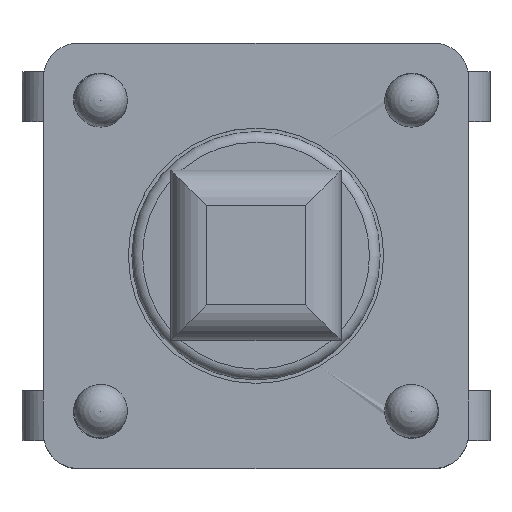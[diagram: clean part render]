
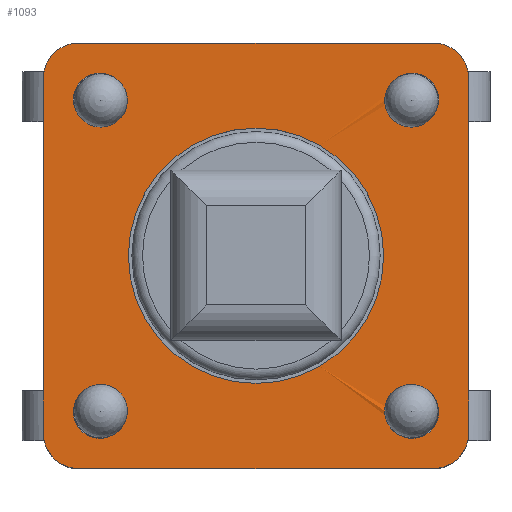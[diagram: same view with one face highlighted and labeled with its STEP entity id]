
A CAD part, top view. The second image highlights one B-rep face of the part: STEP entity #1093.
In plain terms, the highlighted planar face has unit normal (0, 0, 1).
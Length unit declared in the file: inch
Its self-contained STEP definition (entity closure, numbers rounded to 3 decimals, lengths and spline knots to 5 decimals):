
#786=CARTESIAN_POINT('',(-0.09686,-0.07598,0.12677));
#787=VERTEX_POINT('',#786);
#796=CARTESIAN_POINT('',(-0.07598,-0.09686,0.12677));
#797=VERTEX_POINT('',#796);
#798=CARTESIAN_POINT('',(-0.08661,-0.08661,0.12677));
#799=DIRECTION('',(0.0,0.0,-1.0));
#800=DIRECTION('',(1.0,0.0,0.0));
#801=AXIS2_PLACEMENT_3D('',#798,#799,#800);
#802=CIRCLE('',#801,0.01476);
#803=EDGE_CURVE('',#797,#787,#802,.T.);
#828=CARTESIAN_POINT('',(0.09686,0.07598,0.12677));
#829=VERTEX_POINT('',#828);
#838=CARTESIAN_POINT('',(0.07598,0.09686,0.12677));
#839=VERTEX_POINT('',#838);
#840=CARTESIAN_POINT('',(0.08661,0.08661,0.12677));
#841=DIRECTION('',(0.0,0.0,-1.0));
#842=DIRECTION('',(1.0,0.0,0.0));
#843=AXIS2_PLACEMENT_3D('',#840,#841,#842);
#844=CIRCLE('',#843,0.01476);
#845=EDGE_CURVE('',#839,#829,#844,.T.);
#870=CARTESIAN_POINT('',(-0.07598,0.09686,0.12677));
#871=VERTEX_POINT('',#870);
#880=CARTESIAN_POINT('',(-0.09686,0.07598,0.12677));
#881=VERTEX_POINT('',#880);
#882=CARTESIAN_POINT('',(-0.08661,0.08661,0.12677));
#883=DIRECTION('',(0.0,0.0,-1.0));
#884=DIRECTION('',(1.0,0.0,0.0));
#885=AXIS2_PLACEMENT_3D('',#882,#883,#884);
#886=CIRCLE('',#885,0.01476);
#887=EDGE_CURVE('',#881,#871,#886,.T.);
#912=CARTESIAN_POINT('',(0.07598,-0.09686,0.12677));
#913=VERTEX_POINT('',#912);
#922=CARTESIAN_POINT('',(0.09686,-0.07598,0.12677));
#923=VERTEX_POINT('',#922);
#924=CARTESIAN_POINT('',(0.08661,-0.08661,0.12677));
#925=DIRECTION('',(0.0,0.0,-1.0));
#926=DIRECTION('',(1.0,0.0,0.0));
#927=AXIS2_PLACEMENT_3D('',#924,#925,#926);
#928=CIRCLE('',#927,0.01476);
#929=EDGE_CURVE('',#923,#913,#928,.T.);
#949=CARTESIAN_POINT('',(0.12992,0.12992,0.12677));
#950=DIRECTION('',(0.0,0.0,1.0));
#951=DIRECTION('',(1.0,0.0,0.0));
#952=AXIS2_PLACEMENT_3D('',#949,#950,#951);
#953=PLANE('',#952);
#954=CARTESIAN_POINT('',(-0.09843,-0.11811,0.12677));
#955=VERTEX_POINT('',#954);
#956=CARTESIAN_POINT('',(-0.11811,-0.09843,0.12677));
#957=VERTEX_POINT('',#956);
#958=CARTESIAN_POINT('',(-0.09843,-0.09843,0.12677));
#959=DIRECTION('',(0.0,0.0,-1.0));
#960=DIRECTION('',(-0.707,-0.707,0.0));
#961=AXIS2_PLACEMENT_3D('',#958,#959,#960);
#962=CIRCLE('',#961,0.01969);
#963=EDGE_CURVE('',#955,#957,#962,.T.);
#964=ORIENTED_EDGE('',*,*,#963,.F.);
#965=CARTESIAN_POINT('',(0.09843,-0.11811,0.12677));
#966=VERTEX_POINT('',#965);
#967=CARTESIAN_POINT('',(0.09843,-0.11811,0.12677));
#968=DIRECTION('',(-1.0,0.0,0.0));
#969=VECTOR('',#968,0.19685);
#970=LINE('',#967,#969);
#971=EDGE_CURVE('',#966,#955,#970,.T.);
#972=ORIENTED_EDGE('',*,*,#971,.F.);
#973=CARTESIAN_POINT('',(0.11811,-0.09843,0.12677));
#974=VERTEX_POINT('',#973);
#975=CARTESIAN_POINT('',(0.09843,-0.09843,0.12677));
#976=DIRECTION('',(0.0,0.0,-1.0));
#977=DIRECTION('',(0.707,-0.707,0.0));
#978=AXIS2_PLACEMENT_3D('',#975,#976,#977);
#979=CIRCLE('',#978,0.01969);
#980=EDGE_CURVE('',#974,#966,#979,.T.);
#981=ORIENTED_EDGE('',*,*,#980,.F.);
#982=CARTESIAN_POINT('',(0.11811,0.09843,0.12677));
#983=VERTEX_POINT('',#982);
#984=CARTESIAN_POINT('',(0.11811,0.09843,0.12677));
#985=DIRECTION('',(0.0,-1.0,0.0));
#986=VECTOR('',#985,0.19685);
#987=LINE('',#984,#986);
#988=EDGE_CURVE('',#983,#974,#987,.T.);
#989=ORIENTED_EDGE('',*,*,#988,.F.);
#990=CARTESIAN_POINT('',(0.09843,0.11811,0.12677));
#991=VERTEX_POINT('',#990);
#992=CARTESIAN_POINT('',(0.09843,0.09843,0.12677));
#993=DIRECTION('',(0.0,0.0,-1.0));
#994=DIRECTION('',(0.707,0.707,0.0));
#995=AXIS2_PLACEMENT_3D('',#992,#993,#994);
#996=CIRCLE('',#995,0.01969);
#997=EDGE_CURVE('',#991,#983,#996,.T.);
#998=ORIENTED_EDGE('',*,*,#997,.F.);
#999=CARTESIAN_POINT('',(-0.09843,0.11811,0.12677));
#1000=VERTEX_POINT('',#999);
#1001=CARTESIAN_POINT('',(-0.09843,0.11811,0.12677));
#1002=DIRECTION('',(1.0,0.0,0.0));
#1003=VECTOR('',#1002,0.19685);
#1004=LINE('',#1001,#1003);
#1005=EDGE_CURVE('',#1000,#991,#1004,.T.);
#1006=ORIENTED_EDGE('',*,*,#1005,.F.);
#1007=CARTESIAN_POINT('',(-0.11811,0.09843,0.12677));
#1008=VERTEX_POINT('',#1007);
#1009=CARTESIAN_POINT('',(-0.09843,0.09843,0.12677));
#1010=DIRECTION('',(0.0,0.0,-1.0));
#1011=DIRECTION('',(-0.707,0.707,0.0));
#1012=AXIS2_PLACEMENT_3D('',#1009,#1010,#1011);
#1013=CIRCLE('',#1012,0.01969);
#1014=EDGE_CURVE('',#1008,#1000,#1013,.T.);
#1015=ORIENTED_EDGE('',*,*,#1014,.F.);
#1016=CARTESIAN_POINT('',(-0.11811,-0.09843,0.12677));
#1017=DIRECTION('',(0.0,1.0,0.0));
#1018=VECTOR('',#1017,0.19685);
#1019=LINE('',#1016,#1018);
#1020=EDGE_CURVE('',#957,#1008,#1019,.T.);
#1021=ORIENTED_EDGE('',*,*,#1020,.F.);
#1022=EDGE_LOOP('',(#964,#972,#981,#989,#998,#1006,#1015,#1021));
#1023=FACE_OUTER_BOUND('',#1022,.T.);
#1024=CARTESIAN_POINT('',(-0.07087,0.,0.12677));
#1025=VERTEX_POINT('',#1024);
#1026=CARTESIAN_POINT('',(0.,0.,0.12677));
#1027=DIRECTION('',(0.0,0.0,-1.0));
#1028=DIRECTION('',(1.0,0.0,0.0));
#1029=AXIS2_PLACEMENT_3D('',#1026,#1027,#1028);
#1030=CIRCLE('',#1029,0.07087);
#1031=EDGE_CURVE('',#1025,#1025,#1030,.T.);
#1032=ORIENTED_EDGE('',*,*,#1031,.T.);
#1033=EDGE_LOOP('',(#1032));
#1034=FACE_BOUND('',#1033,.T.);
#1035=CARTESIAN_POINT('',(0.07146,0.08622,0.12726));
#1036=VERTEX_POINT('',#1035);
#1037=CARTESIAN_POINT('',(0.08622,0.08622,0.12677));
#1038=DIRECTION('',(0.0,0.0,1.0));
#1039=DIRECTION('',(-1.0,0.0,0.0));
#1040=AXIS2_PLACEMENT_3D('',#1037,#1038,#1039);
#1041=CIRCLE('',#1040,0.01476);
#1042=EDGE_CURVE('',#1036,#829,#1041,.T.);
#1043=ORIENTED_EDGE('',*,*,#1042,.F.);
#1044=CARTESIAN_POINT('',(0.08622,0.08622,0.12677));
#1045=DIRECTION('',(0.0,0.0,1.0));
#1046=DIRECTION('',(-1.0,0.0,0.0));
#1047=AXIS2_PLACEMENT_3D('',#1044,#1045,#1046);
#1048=CIRCLE('',#1047,0.01476);
#1049=EDGE_CURVE('',#839,#1036,#1048,.T.);
#1050=ORIENTED_EDGE('',*,*,#1049,.F.);
#1051=ORIENTED_EDGE('',*,*,#845,.T.);
#1052=EDGE_LOOP('',(#1043,#1050,#1051));
#1053=FACE_BOUND('',#1052,.T.);
#1054=CARTESIAN_POINT('',(-0.08622,0.08622,0.12677));
#1055=DIRECTION('',(0.0,0.0,1.0));
#1056=DIRECTION('',(-1.0,0.0,0.0));
#1057=AXIS2_PLACEMENT_3D('',#1054,#1055,#1056);
#1058=CIRCLE('',#1057,0.01476);
#1059=EDGE_CURVE('',#881,#871,#1058,.T.);
#1060=ORIENTED_EDGE('',*,*,#1059,.F.);
#1061=ORIENTED_EDGE('',*,*,#887,.T.);
#1062=EDGE_LOOP('',(#1060,#1061));
#1063=FACE_BOUND('',#1062,.T.);
#1064=CARTESIAN_POINT('',(-0.08622,-0.08622,0.12677));
#1065=DIRECTION('',(0.0,0.0,1.0));
#1066=DIRECTION('',(-1.0,0.0,0.0));
#1067=AXIS2_PLACEMENT_3D('',#1064,#1065,#1066);
#1068=CIRCLE('',#1067,0.01476);
#1069=EDGE_CURVE('',#797,#787,#1068,.T.);
#1070=ORIENTED_EDGE('',*,*,#1069,.F.);
#1071=ORIENTED_EDGE('',*,*,#803,.T.);
#1072=EDGE_LOOP('',(#1070,#1071));
#1073=FACE_BOUND('',#1072,.T.);
#1074=CARTESIAN_POINT('',(0.07146,-0.08622,0.12726));
#1075=VERTEX_POINT('',#1074);
#1076=CARTESIAN_POINT('',(0.08622,-0.08622,0.12677));
#1077=DIRECTION('',(0.0,0.0,1.0));
#1078=DIRECTION('',(-1.0,0.0,0.0));
#1079=AXIS2_PLACEMENT_3D('',#1076,#1077,#1078);
#1080=CIRCLE('',#1079,0.01476);
#1081=EDGE_CURVE('',#1075,#913,#1080,.T.);
#1082=ORIENTED_EDGE('',*,*,#1081,.F.);
#1083=CARTESIAN_POINT('',(0.08622,-0.08622,0.12677));
#1084=DIRECTION('',(0.0,0.0,1.0));
#1085=DIRECTION('',(-1.0,0.0,0.0));
#1086=AXIS2_PLACEMENT_3D('',#1083,#1084,#1085);
#1087=CIRCLE('',#1086,0.01476);
#1088=EDGE_CURVE('',#923,#1075,#1087,.T.);
#1089=ORIENTED_EDGE('',*,*,#1088,.F.);
#1090=ORIENTED_EDGE('',*,*,#929,.T.);
#1091=EDGE_LOOP('',(#1082,#1089,#1090));
#1092=FACE_BOUND('',#1091,.T.);
#1093=ADVANCED_FACE('',(#1023,#1034,#1053,#1063,#1073,#1092),#953,.T.);
